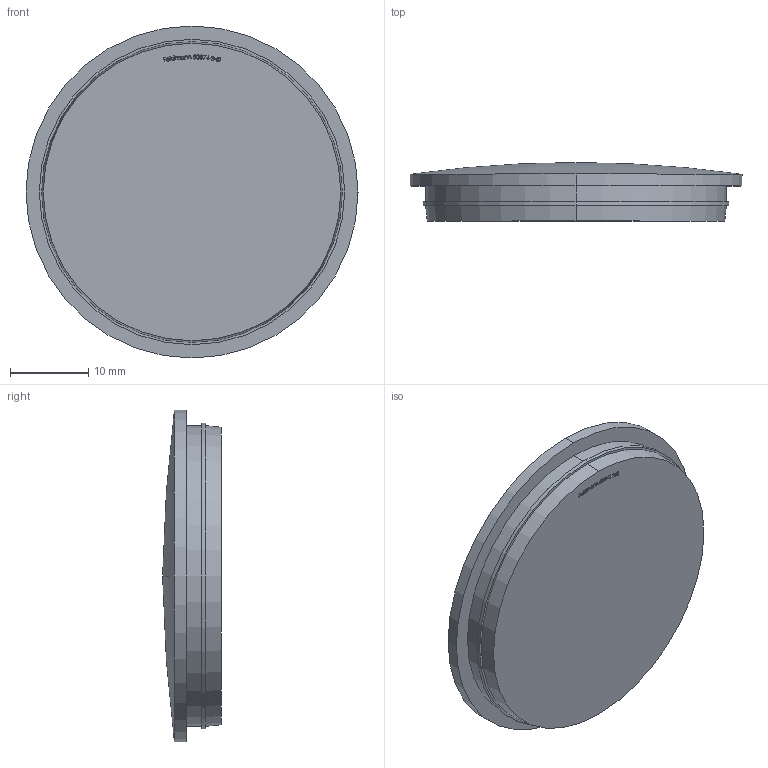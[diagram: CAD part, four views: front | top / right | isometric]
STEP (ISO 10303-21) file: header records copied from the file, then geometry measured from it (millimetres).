
FILE_DESCRIPTION (( 'STEP AP203' ), '1' );
FILE_NAME ('50874-240.step', '2018-11-30T09:17:19', ( '' ), ( '' ), 'SwSTEP 2.0', 'SolidWorks 2015', '' );
FILE_SCHEMA (( 'CONFIG_CONTROL_DESIGN' ));
Length unit declared in the file: millimetre
Products named in the file (1): 50874-240
Bounding box: 42.4 x 7.5 x 42.4 mm (x, y, z)
Volume: 8383.9 mm3; surface area: 3643 mm2
Topology: 1 solids, 1 shells, 239 faces, 625 edges, 417 vertices
Faces by surface type: plane 132, bspline 97, cylinder 6, cone 2, sphere 2
Entity records: 12806 total; most frequent: CARTESIAN_POINT 7483, ORIENTED_EDGE 1250, DIRECTION 737, EDGE_CURVE 625, VERTEX_POINT 417, VECTOR 411, LINE 411, EDGE_LOOP 268
